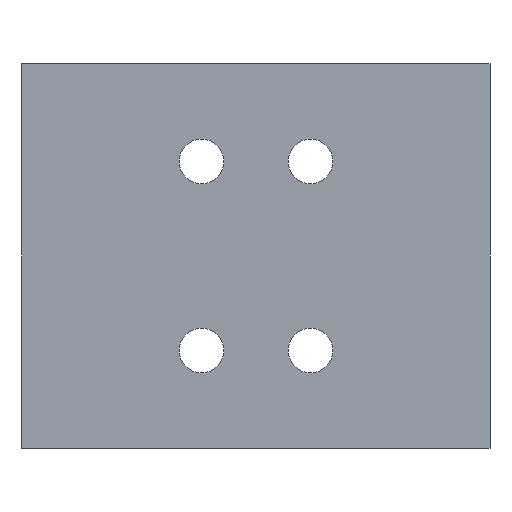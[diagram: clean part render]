
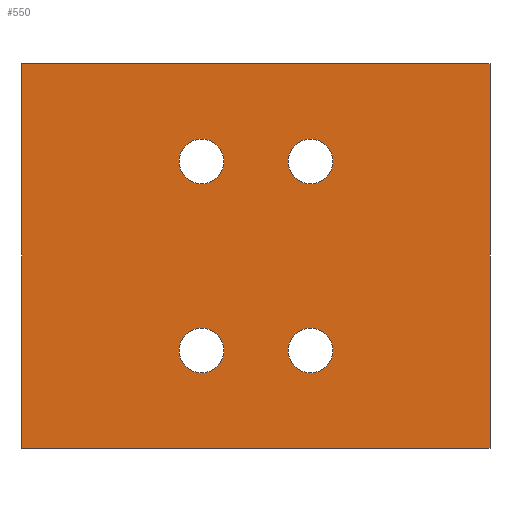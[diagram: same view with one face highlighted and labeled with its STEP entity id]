
A CAD part, front view. The second image highlights one B-rep face of the part: STEP entity #550.
In plain terms, the highlighted planar face has unit normal (0, -1, 0).
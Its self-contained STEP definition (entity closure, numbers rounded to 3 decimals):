
#23 = VERTEX_POINT ( 'NONE', #1096 ) ;
#36 = AXIS2_PLACEMENT_3D ( 'NONE', #2737, #1138, #197 ) ;
#52 = DIRECTION ( 'NONE',  ( 0., 0., 1. ) ) ;
#101 = DIRECTION ( 'NONE',  ( 0., 0., 1. ) ) ;
#111 = CARTESIAN_POINT ( 'NONE',  ( -5.25, 0., -9.093 ) ) ;
#112 = CARTESIAN_POINT ( 'NONE',  ( 22.5, 0., 18.5 ) ) ;
#124 = CARTESIAN_POINT ( 'NONE',  ( -5.25, 0., -11.243 ) ) ;
#132 = DIRECTION ( 'NONE',  ( 0., 1., 0. ) ) ;
#179 = CARTESIAN_POINT ( 'NONE',  ( 22.5, 0., 18.5 ) ) ;
#195 = DIRECTION ( 'NONE',  ( 0., 0., -1. ) ) ;
#197 = DIRECTION ( 'NONE',  ( 0., 0., 1. ) ) ;
#205 = CARTESIAN_POINT ( 'NONE',  ( -5.25, 0., -9.093 ) ) ;
#275 = CARTESIAN_POINT ( 'NONE',  ( -5.25, 0., 9.093 ) ) ;
#292 = DIRECTION ( 'NONE',  ( -1., 0., 0. ) ) ;
#309 = ORIENTED_EDGE ( 'NONE', *, *, #1715, .T. ) ;
#324 = EDGE_LOOP ( 'NONE', ( #576, #1129 ) ) ;
#327 = CARTESIAN_POINT ( 'NONE',  ( -22.5, 0., 18.5 ) ) ;
#337 = FACE_BOUND ( 'NONE', #2695, .T. ) ;
#344 = EDGE_CURVE ( 'NONE', #2227, #2805, #2383, .T. ) ;
#377 = EDGE_CURVE ( 'NONE', #2924, #2394, #1971, .T. ) ;
#399 = DIRECTION ( 'NONE',  ( 0., 1., 0. ) ) ;
#467 = CIRCLE ( 'NONE', #36, 2.15 ) ;
#499 = DIRECTION ( 'NONE',  ( 0., 0., 1. ) ) ;
#550 = ADVANCED_FACE ( 'NONE', ( #337, #2019, #2952, #2697, #1779 ), #857, .F. ) ;
#565 = VERTEX_POINT ( 'NONE', #124 ) ;
#576 = ORIENTED_EDGE ( 'NONE', *, *, #1179, .T. ) ;
#603 = EDGE_CURVE ( 'NONE', #2315, #1898, #2672, .T. ) ;
#618 = CARTESIAN_POINT ( 'NONE',  ( 22.5, 0., -18.5 ) ) ;
#652 = CARTESIAN_POINT ( 'NONE',  ( 5.25, 0., -9.093 ) ) ;
#748 = CARTESIAN_POINT ( 'NONE',  ( 22.5, 0., 18.5 ) ) ;
#752 = EDGE_CURVE ( 'NONE', #2810, #23, #835, .T. ) ;
#780 = AXIS2_PLACEMENT_3D ( 'NONE', #2162, #2659, #52 ) ;
#783 = ORIENTED_EDGE ( 'NONE', *, *, #788, .T. ) ;
#788 = EDGE_CURVE ( 'NONE', #1898, #2315, #2122, .T. ) ;
#835 = CIRCLE ( 'NONE', #883, 2.15 ) ;
#857 = PLANE ( 'NONE',  #1650 ) ;
#883 = AXIS2_PLACEMENT_3D ( 'NONE', #275, #1693, #2613 ) ;
#912 = DIRECTION ( 'NONE',  ( 0., 1., 0. ) ) ;
#966 = VECTOR ( 'NONE', #195, 1000. ) ;
#973 = ORIENTED_EDGE ( 'NONE', *, *, #2038, .T. ) ;
#983 = VECTOR ( 'NONE', #1271, 1000. ) ;
#1052 = DIRECTION ( 'NONE',  ( 0., 0., 1. ) ) ;
#1060 = EDGE_LOOP ( 'NONE', ( #1141, #309 ) ) ;
#1096 = CARTESIAN_POINT ( 'NONE',  ( -5.25, 0., 11.243 ) ) ;
#1129 = ORIENTED_EDGE ( 'NONE', *, *, #2465, .T. ) ;
#1138 = DIRECTION ( 'NONE',  ( 0., 1., 0. ) ) ;
#1141 = ORIENTED_EDGE ( 'NONE', *, *, #2576, .T. ) ;
#1179 = EDGE_CURVE ( 'NONE', #1587, #2564, #2642, .T. ) ;
#1221 = CIRCLE ( 'NONE', #2807, 2.15 ) ;
#1271 = DIRECTION ( 'NONE',  ( 1., 0., 0. ) ) ;
#1283 = CARTESIAN_POINT ( 'NONE',  ( 0., 0., 0. ) ) ;
#1284 = ORIENTED_EDGE ( 'NONE', *, *, #2334, .F. ) ;
#1320 = CARTESIAN_POINT ( 'NONE',  ( 5.25, 0., 9.093 ) ) ;
#1339 = ORIENTED_EDGE ( 'NONE', *, *, #377, .F. ) ;
#1344 = AXIS2_PLACEMENT_3D ( 'NONE', #205, #912, #1618 ) ;
#1449 = AXIS2_PLACEMENT_3D ( 'NONE', #1320, #2256, #1583 ) ;
#1483 = CARTESIAN_POINT ( 'NONE',  ( 5.25, 0., 11.243 ) ) ;
#1583 = DIRECTION ( 'NONE',  ( 0., 0., 1. ) ) ;
#1587 = VERTEX_POINT ( 'NONE', #2515 ) ;
#1595 = EDGE_CURVE ( 'NONE', #2805, #2924, #2295, .T. ) ;
#1618 = DIRECTION ( 'NONE',  ( 0., 0., 1. ) ) ;
#1650 = AXIS2_PLACEMENT_3D ( 'NONE', #1283, #399, #2221 ) ;
#1678 = DIRECTION ( 'NONE',  ( 0., 1., 0. ) ) ;
#1693 = DIRECTION ( 'NONE',  ( 0., 1., 0. ) ) ;
#1715 = EDGE_CURVE ( 'NONE', #565, #2953, #2976, .T. ) ;
#1750 = LINE ( 'NONE', #327, #3025 ) ;
#1767 = AXIS2_PLACEMENT_3D ( 'NONE', #1923, #1678, #499 ) ;
#1779 = FACE_OUTER_BOUND ( 'NONE', #2375, .T. ) ;
#1798 = CARTESIAN_POINT ( 'NONE',  ( 5.25, 0., -11.243 ) ) ;
#1898 = VERTEX_POINT ( 'NONE', #1483 ) ;
#1909 = CARTESIAN_POINT ( 'NONE',  ( -22.5, 0., 18.5 ) ) ;
#1923 = CARTESIAN_POINT ( 'NONE',  ( 5.25, 0., -9.093 ) ) ;
#1971 = LINE ( 'NONE', #2179, #2469 ) ;
#2019 = FACE_BOUND ( 'NONE', #2997, .T. ) ;
#2038 = EDGE_CURVE ( 'NONE', #23, #2810, #467, .T. ) ;
#2122 = CIRCLE ( 'NONE', #780, 2.15 ) ;
#2146 = ORIENTED_EDGE ( 'NONE', *, *, #344, .F. ) ;
#2162 = CARTESIAN_POINT ( 'NONE',  ( 5.25, 0., 9.093 ) ) ;
#2179 = CARTESIAN_POINT ( 'NONE',  ( 22.5, 0., -18.5 ) ) ;
#2186 = ORIENTED_EDGE ( 'NONE', *, *, #752, .T. ) ;
#2221 = DIRECTION ( 'NONE',  ( 0., 0., 1. ) ) ;
#2224 = DIRECTION ( 'NONE',  ( 0., 1., 0. ) ) ;
#2227 = VERTEX_POINT ( 'NONE', #1909 ) ;
#2256 = DIRECTION ( 'NONE',  ( 0., 1., 0. ) ) ;
#2295 = LINE ( 'NONE', #179, #966 ) ;
#2315 = VERTEX_POINT ( 'NONE', #2638 ) ;
#2334 = EDGE_CURVE ( 'NONE', #2394, #2227, #1750, .T. ) ;
#2375 = EDGE_LOOP ( 'NONE', ( #1284, #1339, #2681, #2146 ) ) ;
#2383 = LINE ( 'NONE', #748, #983 ) ;
#2394 = VERTEX_POINT ( 'NONE', #2652 ) ;
#2465 = EDGE_CURVE ( 'NONE', #2564, #1587, #1221, .T. ) ;
#2469 = VECTOR ( 'NONE', #292, 1000. ) ;
#2511 = CIRCLE ( 'NONE', #1344, 2.15 ) ;
#2513 = DIRECTION ( 'NONE',  ( 0., 0., 1. ) ) ;
#2515 = CARTESIAN_POINT ( 'NONE',  ( 5.25, 0., -6.943 ) ) ;
#2533 = AXIS2_PLACEMENT_3D ( 'NONE', #111, #2224, #1052 ) ;
#2564 = VERTEX_POINT ( 'NONE', #1798 ) ;
#2576 = EDGE_CURVE ( 'NONE', #2953, #565, #2511, .T. ) ;
#2613 = DIRECTION ( 'NONE',  ( 0., 0., 1. ) ) ;
#2638 = CARTESIAN_POINT ( 'NONE',  ( 5.25, 0., 6.943 ) ) ;
#2642 = CIRCLE ( 'NONE', #1767, 2.15 ) ;
#2652 = CARTESIAN_POINT ( 'NONE',  ( -22.5, 0., -18.5 ) ) ;
#2659 = DIRECTION ( 'NONE',  ( 0., 1., 0. ) ) ;
#2664 = CARTESIAN_POINT ( 'NONE',  ( -5.25, 0., 6.943 ) ) ;
#2672 = CIRCLE ( 'NONE', #1449, 2.15 ) ;
#2681 = ORIENTED_EDGE ( 'NONE', *, *, #1595, .F. ) ;
#2695 = EDGE_LOOP ( 'NONE', ( #973, #2186 ) ) ;
#2697 = FACE_BOUND ( 'NONE', #1060, .T. ) ;
#2737 = CARTESIAN_POINT ( 'NONE',  ( -5.25, 0., 9.093 ) ) ;
#2743 = CARTESIAN_POINT ( 'NONE',  ( -5.25, 0., -6.943 ) ) ;
#2805 = VERTEX_POINT ( 'NONE', #112 ) ;
#2807 = AXIS2_PLACEMENT_3D ( 'NONE', #652, #132, #2513 ) ;
#2810 = VERTEX_POINT ( 'NONE', #2664 ) ;
#2866 = ORIENTED_EDGE ( 'NONE', *, *, #603, .T. ) ;
#2924 = VERTEX_POINT ( 'NONE', #618 ) ;
#2952 = FACE_BOUND ( 'NONE', #324, .T. ) ;
#2953 = VERTEX_POINT ( 'NONE', #2743 ) ;
#2976 = CIRCLE ( 'NONE', #2533, 2.15 ) ;
#2997 = EDGE_LOOP ( 'NONE', ( #783, #2866 ) ) ;
#3025 = VECTOR ( 'NONE', #101, 1000. ) ;
